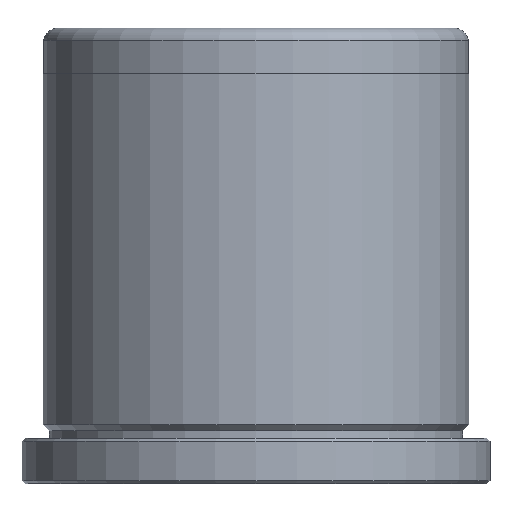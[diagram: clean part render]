
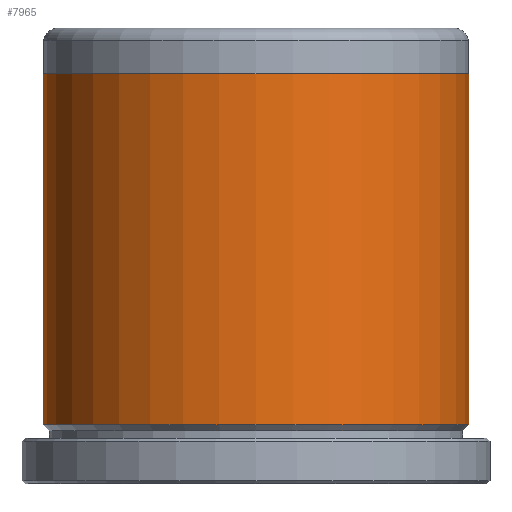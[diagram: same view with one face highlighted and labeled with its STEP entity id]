
A CAD part, front view. The second image highlights one B-rep face of the part: STEP entity #7965.
In plain terms, the highlighted cylindrical face has radius 14 mm (diameter 28 mm), a partial arc.
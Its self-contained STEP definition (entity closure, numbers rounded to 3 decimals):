
#37 = AXIS2_PLACEMENT_3D ( 'NONE', #12508, #10515, #11504 ) ;
#531 = CARTESIAN_POINT ( 'NONE',  ( 14., 0., 3.9 ) ) ;
#1683 = CARTESIAN_POINT ( 'NONE',  ( -14., 0., 27. ) ) ;
#2152 = DIRECTION ( 'NONE',  ( 0., 0., -1. ) ) ;
#2372 = DIRECTION ( 'NONE',  ( 0., 0., -1. ) ) ;
#2499 = CARTESIAN_POINT ( 'NONE',  ( 14., 0., 30. ) ) ;
#2683 = VERTEX_POINT ( 'NONE', #1683 ) ;
#3347 = CIRCLE ( 'NONE', #9287, 14. ) ;
#3397 = DIRECTION ( 'NONE',  ( 0., 0., -1. ) ) ;
#4058 = VECTOR ( 'NONE', #2372, 1000. ) ;
#4122 = LINE ( 'NONE', #2499, #4058 ) ;
#4765 = ORIENTED_EDGE ( 'NONE', *, *, #11331, .T. ) ;
#5144 = CIRCLE ( 'NONE', #9176, 14. ) ;
#5395 = VERTEX_POINT ( 'NONE', #11766 ) ;
#6041 = ORIENTED_EDGE ( 'NONE', *, *, #10487, .T. ) ;
#6407 = VECTOR ( 'NONE', #9295, 1000. ) ;
#6441 = LINE ( 'NONE', #8352, #6407 ) ;
#7842 = VERTEX_POINT ( 'NONE', #9169 ) ;
#7965 = ADVANCED_FACE ( 'NONE', ( #8940 ), #8902, .T. ) ;
#8130 = ORIENTED_EDGE ( 'NONE', *, *, #12417, .F. ) ;
#8198 = CARTESIAN_POINT ( 'NONE',  ( 0., 0., 3.9 ) ) ;
#8352 = CARTESIAN_POINT ( 'NONE',  ( -14., 0., 30. ) ) ;
#8902 = CYLINDRICAL_SURFACE ( 'NONE', #37, 14. ) ;
#8940 = FACE_OUTER_BOUND ( 'NONE', #10347, .T. ) ;
#9146 = DIRECTION ( 'NONE',  ( -1., 0., 0. ) ) ;
#9169 = CARTESIAN_POINT ( 'NONE',  ( -14., 0., 3.9 ) ) ;
#9176 = AXIS2_PLACEMENT_3D ( 'NONE', #9445, #3397, #10397 ) ;
#9287 = AXIS2_PLACEMENT_3D ( 'NONE', #8198, #2152, #9146 ) ;
#9295 = DIRECTION ( 'NONE',  ( 0., 0., -1. ) ) ;
#9445 = CARTESIAN_POINT ( 'NONE',  ( 0., 0., 27. ) ) ;
#10347 = EDGE_LOOP ( 'NONE', ( #8130, #4765, #6041, #12207 ) ) ;
#10397 = DIRECTION ( 'NONE',  ( -1., 0., 0. ) ) ;
#10487 = EDGE_CURVE ( 'NONE', #2683, #7842, #6441, .T. ) ;
#10515 = DIRECTION ( 'NONE',  ( 0., 0., -1. ) ) ;
#10590 = VERTEX_POINT ( 'NONE', #531 ) ;
#11331 = EDGE_CURVE ( 'NONE', #5395, #2683, #5144, .T. ) ;
#11504 = DIRECTION ( 'NONE',  ( -1., 0., 0. ) ) ;
#11766 = CARTESIAN_POINT ( 'NONE',  ( 14., 0., 27. ) ) ;
#12207 = ORIENTED_EDGE ( 'NONE', *, *, #12654, .F. ) ;
#12417 = EDGE_CURVE ( 'NONE', #5395, #10590, #4122, .T. ) ;
#12508 = CARTESIAN_POINT ( 'NONE',  ( 0., 0., 30. ) ) ;
#12654 = EDGE_CURVE ( 'NONE', #10590, #7842, #3347, .T. ) ;
